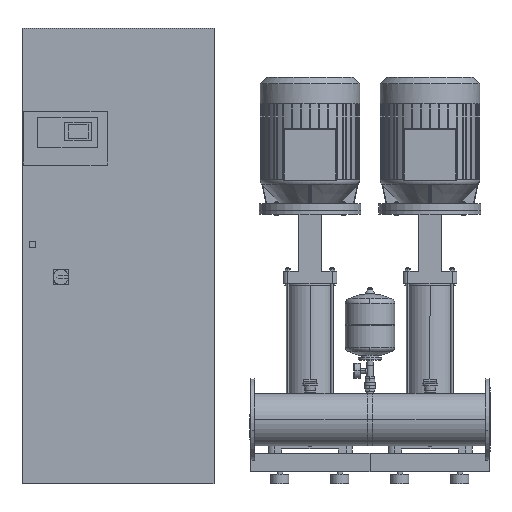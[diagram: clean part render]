
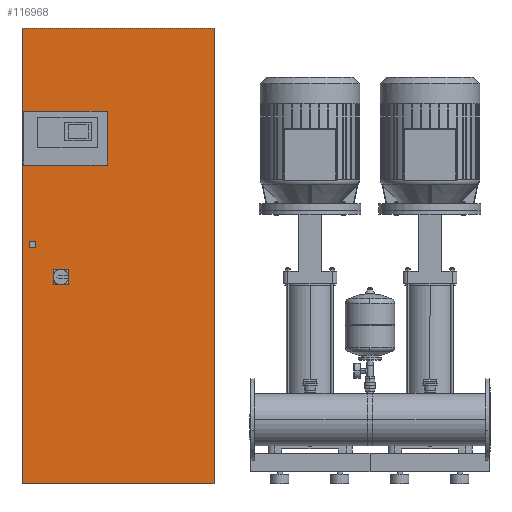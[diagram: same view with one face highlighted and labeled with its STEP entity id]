
A CAD part, front view. The second image highlights one B-rep face of the part: STEP entity #116968.
In plain terms, the highlighted planar face has unit normal (0, -1, 0).
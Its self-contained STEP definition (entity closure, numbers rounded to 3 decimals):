
#116277=CARTESIAN_POINT('',(-892.,-250.,1009.));
#116278=VERTEX_POINT('',#116277);
#116285=CARTESIAN_POINT('',(-917.,-250.,1009.));
#116286=VERTEX_POINT('',#116285);
#116287=CARTESIAN_POINT('',(-917.,-250.,1009.));
#116288=DIRECTION('',(1.0,0.0,0.0));
#116289=VECTOR('',#116288,25.0);
#116290=LINE('',#116287,#116289);
#116291=EDGE_CURVE('',#116286,#116278,#116290,.T.);
#116309=CARTESIAN_POINT('',(-917.,-250.,984.));
#116310=VERTEX_POINT('',#116309);
#116311=CARTESIAN_POINT('',(-917.,-250.,984.));
#116312=DIRECTION('',(0.0,0.0,1.0));
#116313=VECTOR('',#116312,25.0);
#116314=LINE('',#116311,#116313);
#116315=EDGE_CURVE('',#116310,#116286,#116314,.T.);
#116333=CARTESIAN_POINT('',(-892.,-250.,984.));
#116334=VERTEX_POINT('',#116333);
#116335=CARTESIAN_POINT('',(-892.,-250.,984.));
#116336=DIRECTION('',(-1.0,0.0,0.0));
#116337=VECTOR('',#116336,25.0);
#116338=LINE('',#116335,#116337);
#116339=EDGE_CURVE('',#116334,#116310,#116338,.T.);
#116357=CARTESIAN_POINT('',(-892.,-250.,1009.));
#116358=DIRECTION('',(0.0,0.0,-1.0));
#116359=VECTOR('',#116358,25.0);
#116360=LINE('',#116357,#116359);
#116361=EDGE_CURVE('',#116278,#116334,#116360,.T.);
#116506=CARTESIAN_POINT('',(-945.,-250.,1554.0));
#116507=VERTEX_POINT('',#116506);
#116514=CARTESIAN_POINT('',(-945.,-250.,1329.0));
#116515=VERTEX_POINT('',#116514);
#116516=CARTESIAN_POINT('',(-945.,-250.,1329.0));
#116517=DIRECTION('',(0.0,0.0,1.0));
#116518=VECTOR('',#116517,225.0);
#116519=LINE('',#116516,#116518);
#116520=EDGE_CURVE('',#116515,#116507,#116519,.T.);
#116545=CARTESIAN_POINT('',(-595.,-250.,1329.0));
#116546=VERTEX_POINT('',#116545);
#116547=CARTESIAN_POINT('',(-595.,-250.,1329.0));
#116548=DIRECTION('',(-1.0,0.0,0.0));
#116549=VECTOR('',#116548,350.0);
#116550=LINE('',#116547,#116549);
#116551=EDGE_CURVE('',#116546,#116515,#116550,.T.);
#116576=CARTESIAN_POINT('',(-595.,-250.,1554.0));
#116577=VERTEX_POINT('',#116576);
#116578=CARTESIAN_POINT('',(-595.,-250.,1554.0));
#116579=DIRECTION('',(0.0,0.0,-1.0));
#116580=VECTOR('',#116579,225.0);
#116581=LINE('',#116578,#116580);
#116582=EDGE_CURVE('',#116577,#116546,#116581,.T.);
#116605=CARTESIAN_POINT('',(-945.,-250.,1554.0));
#116606=DIRECTION('',(1.0,0.0,0.0));
#116607=VECTOR('',#116606,350.0);
#116608=LINE('',#116605,#116607);
#116609=EDGE_CURVE('',#116507,#116577,#116608,.T.);
#116917=CARTESIAN_POINT('',(-550.,-250.,950.));
#116918=DIRECTION('',(0.0,-1.0,0.0));
#116919=DIRECTION('',(1.0,0.0,0.0));
#116920=AXIS2_PLACEMENT_3D('',#116917,#116918,#116919);
#116921=PLANE('',#116920);
#116922=CARTESIAN_POINT('',(-950.,-250.,1900.0));
#116923=VERTEX_POINT('',#116922);
#116924=CARTESIAN_POINT('',(-150.,-250.,1900.0));
#116925=VERTEX_POINT('',#116924);
#116926=CARTESIAN_POINT('',(-950.,-250.,1900.0));
#116927=DIRECTION('',(1.0,0.0,0.0));
#116928=VECTOR('',#116927,800.);
#116929=LINE('',#116926,#116928);
#116930=EDGE_CURVE('',#116923,#116925,#116929,.T.);
#116931=ORIENTED_EDGE('',*,*,#116930,.F.);
#116932=CARTESIAN_POINT('',(-950.0,-250.0,0.));
#116933=VERTEX_POINT('',#116932);
#116934=CARTESIAN_POINT('',(-950.0,-250.0,0.));
#116935=DIRECTION('',(0.0,0.0,1.0));
#116936=VECTOR('',#116935,1900.0);
#116937=LINE('',#116934,#116936);
#116938=EDGE_CURVE('',#116933,#116923,#116937,.T.);
#116939=ORIENTED_EDGE('',*,*,#116938,.F.);
#116940=CARTESIAN_POINT('',(-150.0,-250.0,0.));
#116941=VERTEX_POINT('',#116940);
#116942=CARTESIAN_POINT('',(-150.0,-250.0,0.));
#116943=DIRECTION('',(-1.0,0.0,0.0));
#116944=VECTOR('',#116943,800.0);
#116945=LINE('',#116942,#116944);
#116946=EDGE_CURVE('',#116941,#116933,#116945,.T.);
#116947=ORIENTED_EDGE('',*,*,#116946,.F.);
#116948=CARTESIAN_POINT('',(-150.,-250.,1900.0));
#116949=DIRECTION('',(0.0,0.0,-1.0));
#116950=VECTOR('',#116949,1900.0);
#116951=LINE('',#116948,#116950);
#116952=EDGE_CURVE('',#116925,#116941,#116951,.T.);
#116953=ORIENTED_EDGE('',*,*,#116952,.F.);
#116954=EDGE_LOOP('',(#116931,#116939,#116947,#116953));
#116955=FACE_OUTER_BOUND('',#116954,.T.);
#116956=ORIENTED_EDGE('',*,*,#116291,.T.);
#116957=ORIENTED_EDGE('',*,*,#116361,.T.);
#116958=ORIENTED_EDGE('',*,*,#116339,.T.);
#116959=ORIENTED_EDGE('',*,*,#116315,.T.);
#116960=EDGE_LOOP('',(#116956,#116957,#116958,#116959));
#116961=FACE_BOUND('',#116960,.T.);
#116962=ORIENTED_EDGE('',*,*,#116520,.T.);
#116963=ORIENTED_EDGE('',*,*,#116609,.T.);
#116964=ORIENTED_EDGE('',*,*,#116582,.T.);
#116965=ORIENTED_EDGE('',*,*,#116551,.T.);
#116966=EDGE_LOOP('',(#116962,#116963,#116964,#116965));
#116967=FACE_BOUND('',#116966,.T.);
#116968=ADVANCED_FACE('',(#116955,#116961,#116967),#116921,.T.);
